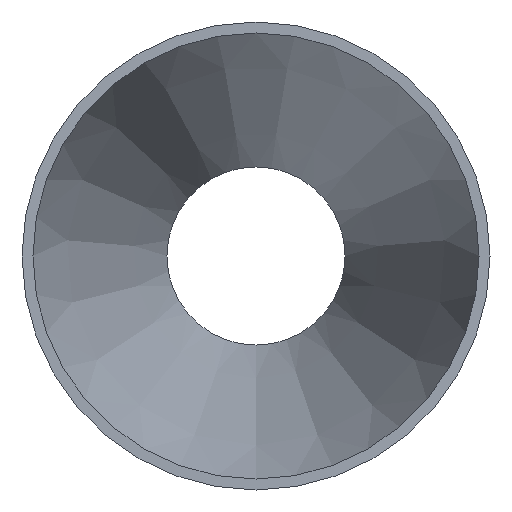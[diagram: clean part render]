
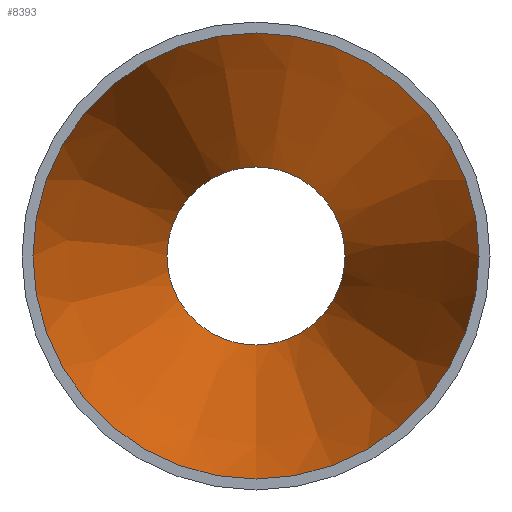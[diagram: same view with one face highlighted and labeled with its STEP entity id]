
A CAD part, front view. The second image highlights one B-rep face of the part: STEP entity #8393.
In plain terms, the highlighted conical face has half-angle 15.79 degrees and reference radius 42.372 mm.
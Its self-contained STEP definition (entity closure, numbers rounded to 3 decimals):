
#396 = CARTESIAN_POINT ( 'NONE',  ( 0., 90., -16.922 ) ) ;
#608 = CARTESIAN_POINT ( 'NONE',  ( 0., 0., 0. ) ) ;
#2717 = AXIS2_PLACEMENT_3D ( 'NONE', #32718, #27621, #27093 ) ;
#8393 = ADVANCED_FACE ( 'NONE', ( #24619, #10893 ), #17909, .F. ) ;
#10246 = AXIS2_PLACEMENT_3D ( 'NONE', #608, #18774, #30015 ) ;
#10893 = FACE_OUTER_BOUND ( 'NONE', #11899, .T. ) ;
#11477 = CARTESIAN_POINT ( 'NONE',  ( 0., 0., -42.372 ) ) ;
#11899 = EDGE_LOOP ( 'NONE', ( #22295 ) ) ;
#16397 = EDGE_CURVE ( 'NONE', #24859, #24859, #28422, .T. ) ;
#17909 = CONICAL_SURFACE ( 'NONE', #2717, 42.372, 0.276 ) ;
#18774 = DIRECTION ( 'NONE',  ( 0., -1., 0. ) ) ;
#18886 = VERTEX_POINT ( 'NONE', #11477 ) ;
#22206 = AXIS2_PLACEMENT_3D ( 'NONE', #32873, #33210, #27249 ) ;
#22295 = ORIENTED_EDGE ( 'NONE', *, *, #31961, .T. ) ;
#22814 = ORIENTED_EDGE ( 'NONE', *, *, #16397, .F. ) ;
#24619 = FACE_BOUND ( 'NONE', #31175, .T. ) ;
#24859 = VERTEX_POINT ( 'NONE', #396 ) ;
#27093 = DIRECTION ( 'NONE',  ( 0., 0., -1. ) ) ;
#27249 = DIRECTION ( 'NONE',  ( 0., 0., -1. ) ) ;
#27621 = DIRECTION ( 'NONE',  ( 0., -1., 0. ) ) ;
#28422 = CIRCLE ( 'NONE', #22206, 16.922 ) ;
#30015 = DIRECTION ( 'NONE',  ( 0., 0., -1. ) ) ;
#31175 = EDGE_LOOP ( 'NONE', ( #22814 ) ) ;
#31961 = EDGE_CURVE ( 'NONE', #18886, #18886, #33881, .T. ) ;
#32718 = CARTESIAN_POINT ( 'NONE',  ( 0., 0., 0. ) ) ;
#32873 = CARTESIAN_POINT ( 'NONE',  ( 0., 90., 0. ) ) ;
#33210 = DIRECTION ( 'NONE',  ( 0., -1., 0. ) ) ;
#33881 = CIRCLE ( 'NONE', #10246, 42.372 ) ;
